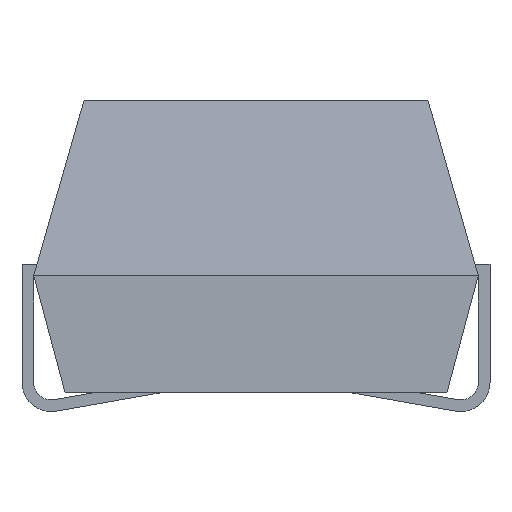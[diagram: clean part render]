
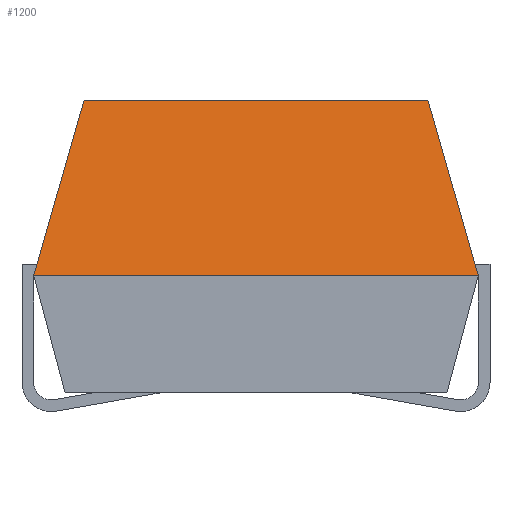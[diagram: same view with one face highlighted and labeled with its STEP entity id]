
A CAD part, front view. The second image highlights one B-rep face of the part: STEP entity #1200.
In plain terms, the highlighted planar face has unit normal (0, -0.985, 0.174).
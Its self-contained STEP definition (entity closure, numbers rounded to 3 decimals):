
#328 = EDGE_CURVE('',#329,#331,#333,.T.);
#329 = VERTEX_POINT('',#330);
#330 = CARTESIAN_POINT('',(-1.47,-3.736,2.66));
#331 = VERTEX_POINT('',#332);
#332 = CARTESIAN_POINT('',(1.47,-3.736,2.66));
#333 = LINE('',#334,#335);
#334 = CARTESIAN_POINT('',(0.,-3.736,2.66));
#335 = VECTOR('',#336,1.);
#336 = DIRECTION('',(1.,0.,0.));
#1017 = VERTEX_POINT('',#1018);
#1018 = CARTESIAN_POINT('',(1.9,-4.,1.16));
#1024 = EDGE_CURVE('',#1017,#1025,#1027,.T.);
#1025 = VERTEX_POINT('',#1026);
#1026 = CARTESIAN_POINT('',(-1.9,-4.,1.16));
#1027 = LINE('',#1028,#1029);
#1028 = CARTESIAN_POINT('',(8.1,-4.,1.16));
#1029 = VECTOR('',#1030,1.);
#1030 = DIRECTION('',(-1.,0.,0.));
#1200 = ADVANCED_FACE('',(#1201),#1217,.F.);
#1201 = FACE_BOUND('',#1202,.T.);
#1202 = EDGE_LOOP('',(#1203,#1204,#1210,#1211));
#1203 = ORIENTED_EDGE('',*,*,#1024,.F.);
#1204 = ORIENTED_EDGE('',*,*,#1205,.T.);
#1205 = EDGE_CURVE('',#1017,#331,#1206,.T.);
#1206 = LINE('',#1207,#1208);
#1207 = CARTESIAN_POINT('',(1.3,-3.631,
    3.252));
#1208 = VECTOR('',#1209,1.);
#1209 = DIRECTION('',(-0.272,0.167,0.948));
#1210 = ORIENTED_EDGE('',*,*,#328,.F.);
#1211 = ORIENTED_EDGE('',*,*,#1212,.T.);
#1212 = EDGE_CURVE('',#329,#1025,#1213,.T.);
#1213 = LINE('',#1214,#1215);
#1214 = CARTESIAN_POINT('',(-1.3,-3.631,
    3.252));
#1215 = VECTOR('',#1216,1.);
#1216 = DIRECTION('',(-0.272,-0.167,-0.948));
#1217 = PLANE('',#1218);
#1218 = AXIS2_PLACEMENT_3D('',#1219,#1220,#1221);
#1219 = CARTESIAN_POINT('',(8.1,-4.,1.16));
#1220 = DIRECTION('',(0.,0.985,-0.174
    ));
#1221 = DIRECTION('',(0.,0.174,0.985));
